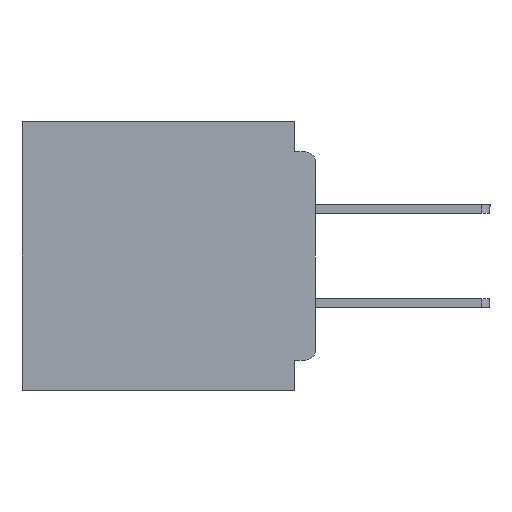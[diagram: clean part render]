
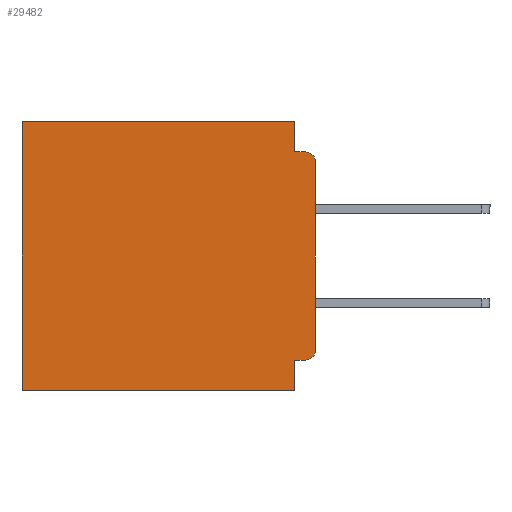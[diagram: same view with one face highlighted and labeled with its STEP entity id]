
A CAD part, left-side view. The second image highlights one B-rep face of the part: STEP entity #29482.
In plain terms, the highlighted planar face has unit normal (-1, 0, 0).
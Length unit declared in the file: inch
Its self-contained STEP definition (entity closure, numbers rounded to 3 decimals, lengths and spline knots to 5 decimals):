
#412 = CARTESIAN_POINT ( 'NONE',  ( 0.3, 0., 0. ) ) ;
#1309 = CARTESIAN_POINT ( 'NONE',  ( 0.3, 0., -0.045 ) ) ;
#1472 = ORIENTED_EDGE ( 'NONE', *, *, #3687, .T. ) ;
#2758 = ORIENTED_EDGE ( 'NONE', *, *, #13055, .F. ) ;
#3276 = DIRECTION ( 'NONE',  ( 0., 0., -1. ) ) ;
#3687 = EDGE_CURVE ( 'NONE', #37145, #6814, #34607, .T. ) ;
#3828 = VECTOR ( 'NONE', #15979, 39.37008 ) ;
#4012 = ORIENTED_EDGE ( 'NONE', *, *, #30003, .F. ) ;
#5588 = LINE ( 'NONE', #9167, #46762 ) ;
#6156 = EDGE_CURVE ( 'NONE', #52173, #15322, #22412, .T. ) ;
#6296 = DIRECTION ( 'NONE',  ( 0., 1., 0. ) ) ;
#6814 = VERTEX_POINT ( 'NONE', #19932 ) ;
#7118 = LINE ( 'NONE', #25495, #28440 ) ;
#7364 = CARTESIAN_POINT ( 'NONE',  ( 0.3, 0.031, 0. ) ) ;
#7577 = VERTEX_POINT ( 'NONE', #7759 ) ;
#7759 = CARTESIAN_POINT ( 'NONE',  ( 0.3, 0., -0.34 ) ) ;
#7857 = CARTESIAN_POINT ( 'NONE',  ( 0.3, 0., -0.4 ) ) ;
#7911 = EDGE_LOOP ( 'NONE', ( #2758, #1472, #9412, #18030, #18556, #36520, #35272, #4012, #51190, #10752 ) ) ;
#7915 = DIRECTION ( 'NONE',  ( 0., 0., -1. ) ) ;
#8765 = VECTOR ( 'NONE', #22507, 39.37008 ) ;
#9167 = CARTESIAN_POINT ( 'NONE',  ( 0.3, 0., -0.355 ) ) ;
#9412 = ORIENTED_EDGE ( 'NONE', *, *, #17194, .F. ) ;
#9725 = VECTOR ( 'NONE', #48949, 39.37008 ) ;
#10236 = CARTESIAN_POINT ( 'NONE',  ( 0.3, 0.437, 0. ) ) ;
#10752 = ORIENTED_EDGE ( 'NONE', *, *, #19309, .T. ) ;
#11108 = VECTOR ( 'NONE', #6296, 39.37008 ) ;
#11186 = EDGE_CURVE ( 'NONE', #15348, #54606, #35714, .T. ) ;
#13055 = EDGE_CURVE ( 'NONE', #37145, #7577, #44887, .T. ) ;
#14096 = EDGE_CURVE ( 'NONE', #48478, #29441, #5588, .T. ) ;
#14145 = CARTESIAN_POINT ( 'NONE',  ( 0.3, 0., -0.06 ) ) ;
#14326 = CARTESIAN_POINT ( 'NONE',  ( 0.3, 0.031, -0.045 ) ) ;
#14699 = CARTESIAN_POINT ( 'NONE',  ( 0.3, 0.031, -0.4 ) ) ;
#14752 = VERTEX_POINT ( 'NONE', #14326 ) ;
#15322 = VERTEX_POINT ( 'NONE', #10236 ) ;
#15348 = VERTEX_POINT ( 'NONE', #14699 ) ;
#15979 = DIRECTION ( 'NONE',  ( 0., 0., -1. ) ) ;
#17194 = EDGE_CURVE ( 'NONE', #14752, #6814, #52480, .T. ) ;
#17447 = AXIS2_PLACEMENT_3D ( 'NONE', #39116, #26373, #30217 ) ;
#18030 = ORIENTED_EDGE ( 'NONE', *, *, #23558, .F. ) ;
#18556 = ORIENTED_EDGE ( 'NONE', *, *, #6156, .T. ) ;
#19309 = EDGE_CURVE ( 'NONE', #48478, #7577, #47663, .T. ) ;
#19932 = CARTESIAN_POINT ( 'NONE',  ( 0.3, 0.015, -0.045 ) ) ;
#20103 = VECTOR ( 'NONE', #7915, 39.37008 ) ;
#21173 = CARTESIAN_POINT ( 'NONE',  ( 0.3, 0.437, -0.4 ) ) ;
#22412 = LINE ( 'NONE', #412, #11108 ) ;
#22507 = DIRECTION ( 'NONE',  ( 0., -1., 0. ) ) ;
#23558 = EDGE_CURVE ( 'NONE', #52173, #14752, #26452, .T. ) ;
#23598 = DIRECTION ( 'NONE',  ( -1., 0., 0. ) ) ;
#24281 = CARTESIAN_POINT ( 'NONE',  ( 0.3, 0.031, -0.355 ) ) ;
#24465 = CARTESIAN_POINT ( 'NONE',  ( 0.3, 0., -0.4 ) ) ;
#24746 = FACE_OUTER_BOUND ( 'NONE', #7911, .T. ) ;
#25313 = DIRECTION ( 'NONE',  ( 0., 0., -1. ) ) ;
#25495 = CARTESIAN_POINT ( 'NONE',  ( 0.3, 0.437, -0.4 ) ) ;
#26373 = DIRECTION ( 'NONE',  ( -1., 0., 0. ) ) ;
#26452 = LINE ( 'NONE', #7364, #3828 ) ;
#27026 = CARTESIAN_POINT ( 'NONE',  ( 0.3, 0.015, -0.355 ) ) ;
#28440 = VECTOR ( 'NONE', #25313, 39.37008 ) ;
#28726 = DIRECTION ( 'NONE',  ( 1., 0., 0. ) ) ;
#29441 = VERTEX_POINT ( 'NONE', #24281 ) ;
#29482 = ADVANCED_FACE ( 'NONE', ( #24746 ), #41298, .F. ) ;
#30003 = EDGE_CURVE ( 'NONE', #29441, #15348, #42629, .T. ) ;
#30217 = DIRECTION ( 'NONE',  ( 0., 0., -1. ) ) ;
#34391 = VECTOR ( 'NONE', #41818, 39.37008 ) ;
#34607 = CIRCLE ( 'NONE', #17447, 0.015 ) ;
#35272 = ORIENTED_EDGE ( 'NONE', *, *, #11186, .F. ) ;
#35714 = LINE ( 'NONE', #7857, #34391 ) ;
#36520 = ORIENTED_EDGE ( 'NONE', *, *, #48895, .T. ) ;
#37145 = VERTEX_POINT ( 'NONE', #14145 ) ;
#39116 = CARTESIAN_POINT ( 'NONE',  ( 0.3, 0.015, -0.06 ) ) ;
#41298 = PLANE ( 'NONE',  #49035 ) ;
#41818 = DIRECTION ( 'NONE',  ( 0., 1., 0. ) ) ;
#42629 = LINE ( 'NONE', #45953, #20103 ) ;
#44689 = CARTESIAN_POINT ( 'NONE',  ( 0.3, 0., -0.4 ) ) ;
#44887 = LINE ( 'NONE', #44689, #9725 ) ;
#45953 = CARTESIAN_POINT ( 'NONE',  ( 0.3, 0.031, -0.4 ) ) ;
#46430 = CARTESIAN_POINT ( 'NONE',  ( 0.3, 0.031, 0. ) ) ;
#46762 = VECTOR ( 'NONE', #51579, 39.37008 ) ;
#47663 = CIRCLE ( 'NONE', #51829, 0.015 ) ;
#48478 = VERTEX_POINT ( 'NONE', #27026 ) ;
#48895 = EDGE_CURVE ( 'NONE', #15322, #54606, #7118, .T. ) ;
#48949 = DIRECTION ( 'NONE',  ( 0., 0., -1. ) ) ;
#48956 = CARTESIAN_POINT ( 'NONE',  ( 0.3, 0.015, -0.34 ) ) ;
#49035 = AXIS2_PLACEMENT_3D ( 'NONE', #24465, #28726, #3276 ) ;
#51190 = ORIENTED_EDGE ( 'NONE', *, *, #14096, .F. ) ;
#51579 = DIRECTION ( 'NONE',  ( 0., 1., 0. ) ) ;
#51829 = AXIS2_PLACEMENT_3D ( 'NONE', #48956, #23598, #53149 ) ;
#52173 = VERTEX_POINT ( 'NONE', #46430 ) ;
#52480 = LINE ( 'NONE', #1309, #8765 ) ;
#53149 = DIRECTION ( 'NONE',  ( 0., 0., -1. ) ) ;
#54606 = VERTEX_POINT ( 'NONE', #21173 ) ;
